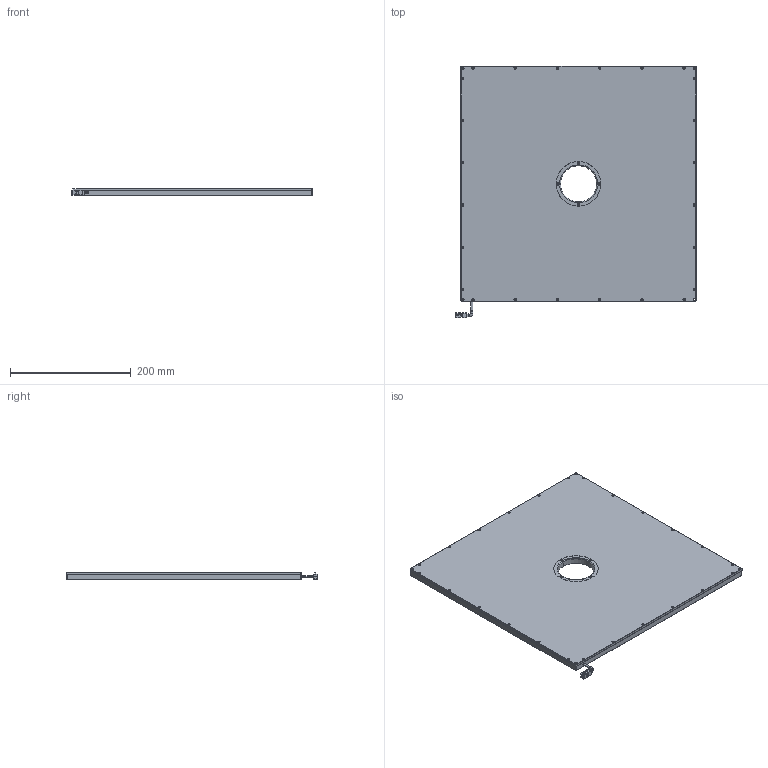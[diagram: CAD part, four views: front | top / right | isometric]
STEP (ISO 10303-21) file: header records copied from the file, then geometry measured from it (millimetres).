
FILE_DESCRIPTION (( 'STEP AP214' ), '1' );
FILE_NAME ('660605-G.STEP', '2019-03-22T08:12:34', ( '' ), ( '' ), 'SwSTEP 2.0', 'SolidWorks 2016', '' );
FILE_SCHEMA (( 'AUTOMOTIVE_DESIGN' ));
Length unit declared in the file: millimetre
Products named in the file (1): 660605-G
Bounding box: 398.5 x 417 x 13 mm (x, y, z)
Volume: 1515278.7 mm3; surface area: 673988.6 mm2
Topology: 6 solids, 6 shells, 510 faces, 1312 edges, 818 vertices
Faces by surface type: plane 177, cylinder 170, cone 102, bspline 61
Entity records: 20467 total; most frequent: CARTESIAN_POINT 3632, ORIENTED_EDGE 2544, DIRECTION 2472, EDGE_CURVE 1272, AXIS2_PLACEMENT_3D 868, VERTEX_POINT 818, VECTOR 736, LINE 736
